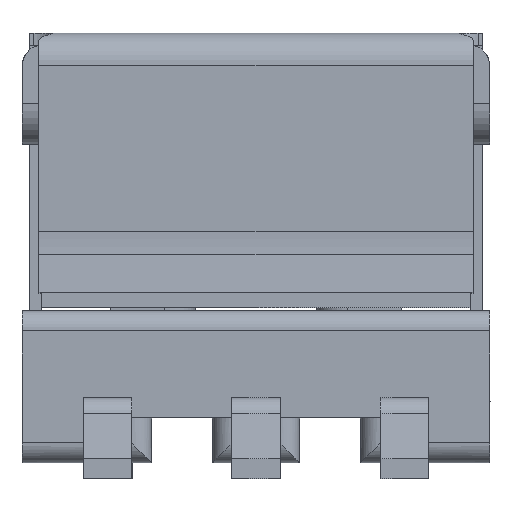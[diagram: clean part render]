
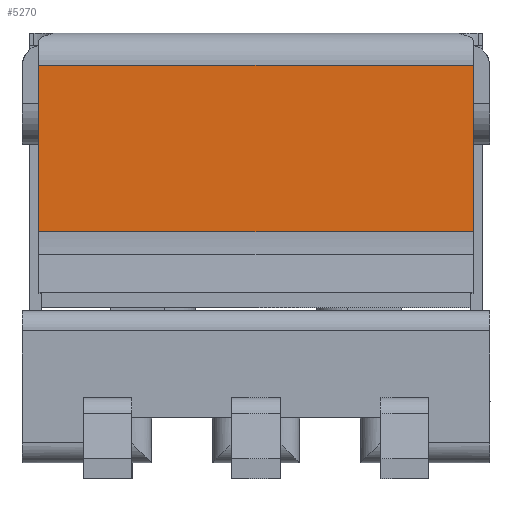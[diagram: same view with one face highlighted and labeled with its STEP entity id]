
A CAD part, left-side view. The second image highlights one B-rep face of the part: STEP entity #5270.
In plain terms, the highlighted face is planar.
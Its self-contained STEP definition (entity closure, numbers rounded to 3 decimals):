
#590=ORIENTED_EDGE('',*,*,#1965,.F.);
#591=ORIENTED_EDGE('',*,*,#2108,.F.);
#592=ORIENTED_EDGE('',*,*,#1981,.F.);
#593=ORIENTED_EDGE('',*,*,#2107,.T.);
#1965=EDGE_CURVE('',#2762,#2763,#3279,.T.);
#1981=EDGE_CURVE('',#2775,#2776,#3285,.T.);
#2107=EDGE_CURVE('',#2775,#2763,#3362,.T.);
#2108=EDGE_CURVE('',#2776,#2762,#3363,.T.);
#2762=VERTEX_POINT('',#8705);
#2763=VERTEX_POINT('',#8707);
#2775=VERTEX_POINT('',#8761);
#2776=VERTEX_POINT('',#8762);
#3279=LINE('',#8706,#3880);
#3285=LINE('',#8760,#3886);
#3362=LINE('',#9139,#3963);
#3363=LINE('',#9141,#3964);
#3880=VECTOR('',#7236,1000.);
#3886=VECTOR('',#7256,1000.);
#3963=VECTOR('',#7427,1000.);
#3964=VECTOR('',#7430,1000.);
#4501=EDGE_LOOP('',(#590,#591,#592,#593));
#4794=FACE_BOUND('',#4501,.T.);
#5066=PLANE('',#6818);
#5270=ADVANCED_FACE('',(#4794),#5066,.T.);
#6818=AXIS2_PLACEMENT_3D('',#9140,#7428,#7429);
#7236=DIRECTION('',(0.,1.,0.006));
#7256=DIRECTION('',(0.,-1.,-0.006));
#7427=DIRECTION('',(-1.,0.,0.));
#7428=DIRECTION('',(0.,-0.006,1.));
#7429=DIRECTION('',(0.,1.,0.006));
#7430=DIRECTION('',(-1.,0.,0.));
#8705=CARTESIAN_POINT('',(-43.564,10.064,17.546));
#8706=CARTESIAN_POINT('',(-43.564,10.064,17.546));
#8707=CARTESIAN_POINT('',(-43.564,12.144,17.559));
#8760=CARTESIAN_POINT('',(-38.134,10.064,17.546));
#8761=CARTESIAN_POINT('',(-38.134,12.144,17.559));
#8762=CARTESIAN_POINT('',(-38.134,10.064,17.546));
#9139=CARTESIAN_POINT('',(-37.924,12.144,17.559));
#9140=CARTESIAN_POINT('',(-37.924,10.064,17.546));
#9141=CARTESIAN_POINT('',(-37.924,10.064,17.546));
